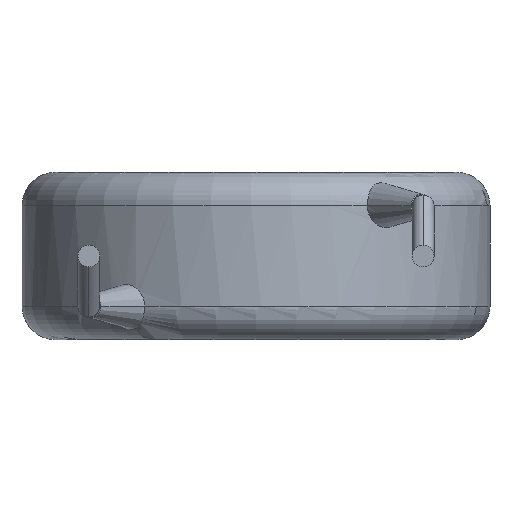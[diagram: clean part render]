
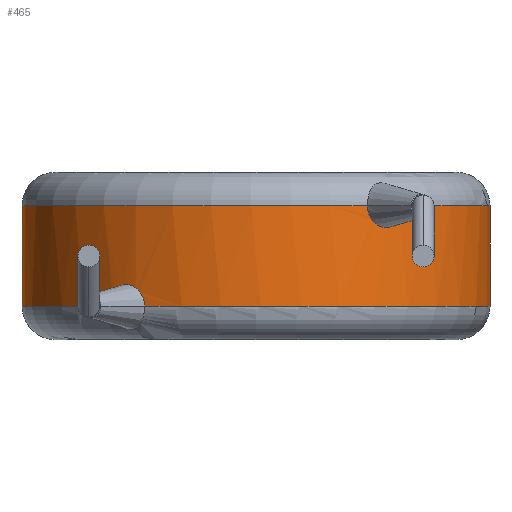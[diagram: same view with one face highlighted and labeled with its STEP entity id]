
A CAD part, front view. The second image highlights one B-rep face of the part: STEP entity #465.
In plain terms, the highlighted cylindrical face has radius 7 mm (diameter 14 mm), a partial arc.
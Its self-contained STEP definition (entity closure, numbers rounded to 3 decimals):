
#45 = VERTEX_POINT ( 'NONE', #3905 ) ;
#57 = DIRECTION ( 'NONE',  ( 0., 0., -1. ) ) ;
#71 = CARTESIAN_POINT ( 'NONE',  ( -4.361, -5.477, 1.338 ) ) ;
#174 = VERTEX_POINT ( 'NONE', #3738 ) ;
#186 = CARTESIAN_POINT ( 'NONE',  ( 3.332, -6.156, 3.914 ) ) ;
#210 = DIRECTION ( 'NONE',  ( 1., 0., 0. ) ) ;
#237 = CARTESIAN_POINT ( 'NONE',  ( 4.031, -5.724, 3.37 ) ) ;
#292 = ORIENTED_EDGE ( 'NONE', *, *, #434, .T. ) ;
#333 = CARTESIAN_POINT ( 'NONE',  ( -3.405, -6.116, 1.327 ) ) ;
#434 = EDGE_CURVE ( 'NONE', #3102, #1887, #2768, .T. ) ;
#465 = ADVANCED_FACE ( 'NONE', ( #3387 ), #3622, .T. ) ;
#468 = EDGE_CURVE ( 'NONE', #970, #1716, #3978, .T. ) ;
#507 = CARTESIAN_POINT ( 'NONE',  ( 3.448, -6.092, 3.601 ) ) ;
#516 = CARTESIAN_POINT ( 'NONE',  ( 3.961, -5.772, 3.353 ) ) ;
#526 = VERTEX_POINT ( 'NONE', #2336 ) ;
#545 = CARTESIAN_POINT ( 'NONE',  ( 4.158, -5.631, 3.434 ) ) ;
#570 = DIRECTION ( 'NONE',  ( 1., 0., 0. ) ) ;
#606 = AXIS2_PLACEMENT_3D ( 'NONE', #3851, #1885, #570 ) ;
#644 = CARTESIAN_POINT ( 'NONE',  ( -3.961, -5.772, 1.647 ) ) ;
#692 = CIRCLE ( 'NONE', #4153, 7. ) ;
#859 = EDGE_CURVE ( 'NONE', #3416, #174, #3759, .T. ) ;
#862 = CARTESIAN_POINT ( 'NONE',  ( 4.415, -5.432, 3.828 ) ) ;
#970 = VERTEX_POINT ( 'NONE', #2282 ) ;
#981 = CARTESIAN_POINT ( 'NONE',  ( -4.415, -5.432, 1. ) ) ;
#991 = CARTESIAN_POINT ( 'NONE',  ( -4.216, -5.588, 1.519 ) ) ;
#1020 = B_SPLINE_CURVE_WITH_KNOTS ( 'NONE', 3,
 ( #1149, #186, #2143, #3724, #507, #1476, #3769, #516, #237, #545, #2513, #2851, #862, #4132 ),
 .UNSPECIFIED., .F., .F.,
 ( 4, 2, 2, 2, 2, 2, 4 ),
 ( 0., 0., 0.001, 0.001, 0.001, 0.002, 0.002 ),
 .UNSPECIFIED. ) ;
#1105 = VECTOR ( 'NONE', #2574, 1000. ) ;
#1149 = CARTESIAN_POINT ( 'NONE',  ( 3.332, -6.156, 4. ) ) ;
#1233 = ORIENTED_EDGE ( 'NONE', *, *, #2579, .F. ) ;
#1281 = AXIS2_PLACEMENT_3D ( 'NONE', #1941, #2595, #2228 ) ;
#1294 = CARTESIAN_POINT ( 'NONE',  ( -3.332, -6.156, 1.086 ) ) ;
#1322 = DIRECTION ( 'NONE',  ( -1., 0., 0. ) ) ;
#1335 = DIRECTION ( 'NONE',  ( 1., 0., 0. ) ) ;
#1421 = CARTESIAN_POINT ( 'NONE',  ( 7., 0., 5. ) ) ;
#1441 = EDGE_CURVE ( 'NONE', #526, #45, #692, .T. ) ;
#1476 = CARTESIAN_POINT ( 'NONE',  ( 3.604, -6.002, 3.423 ) ) ;
#1533 = ORIENTED_EDGE ( 'NONE', *, *, #859, .T. ) ;
#1546 = VECTOR ( 'NONE', #3058, 1000. ) ;
#1652 = EDGE_CURVE ( 'NONE', #1887, #3416, #3925, .T. ) ;
#1692 = CARTESIAN_POINT ( 'NONE',  ( -4.158, -5.631, 1.566 ) ) ;
#1716 = VERTEX_POINT ( 'NONE', #1889 ) ;
#1810 = CARTESIAN_POINT ( 'NONE',  ( 0., 0., 1. ) ) ;
#1885 = DIRECTION ( 'NONE',  ( 0., 0., -1. ) ) ;
#1887 = VERTEX_POINT ( 'NONE', #4069 ) ;
#1888 = ORIENTED_EDGE ( 'NONE', *, *, #1441, .T. ) ;
#1889 = CARTESIAN_POINT ( 'NONE',  ( 4.415, -5.432, 4. ) ) ;
#1915 = CARTESIAN_POINT ( 'NONE',  ( -3.749, -5.914, 1.647 ) ) ;
#1941 = CARTESIAN_POINT ( 'NONE',  ( 0., 0., 1. ) ) ;
#1944 = CARTESIAN_POINT ( 'NONE',  ( -3.332, -6.156, 1. ) ) ;
#2143 = CARTESIAN_POINT ( 'NONE',  ( 3.347, -6.148, 3.83 ) ) ;
#2157 = ORIENTED_EDGE ( 'NONE', *, *, #3606, .F. ) ;
#2228 = DIRECTION ( 'NONE',  ( 1., 0., 0. ) ) ;
#2282 = CARTESIAN_POINT ( 'NONE',  ( 7., 0., 4. ) ) ;
#2288 = CARTESIAN_POINT ( 'NONE',  ( -7., 0., 1. ) ) ;
#2308 = EDGE_LOOP ( 'NONE', ( #3837, #2506, #2157, #292, #2968, #1533, #1233, #1888 ) ) ;
#2336 = CARTESIAN_POINT ( 'NONE',  ( -3.332, -6.156, 1. ) ) ;
#2365 = CARTESIAN_POINT ( 'NONE',  ( -4.415, -5.432, 1.172 ) ) ;
#2403 = AXIS2_PLACEMENT_3D ( 'NONE', #3944, #57, #1335 ) ;
#2506 = ORIENTED_EDGE ( 'NONE', *, *, #468, .T. ) ;
#2513 = CARTESIAN_POINT ( 'NONE',  ( 4.216, -5.588, 3.481 ) ) ;
#2554 = DIRECTION ( 'NONE',  ( 0., 0., -1. ) ) ;
#2574 = DIRECTION ( 'NONE',  ( 0., 0., -1. ) ) ;
#2579 = EDGE_CURVE ( 'NONE', #526, #174, #3553, .T. ) ;
#2586 = CARTESIAN_POINT ( 'NONE',  ( -4.031, -5.724, 1.63 ) ) ;
#2595 = DIRECTION ( 'NONE',  ( 0., 0., 1. ) ) ;
#2690 = EDGE_CURVE ( 'NONE', #970, #45, #3317, .T. ) ;
#2768 = CIRCLE ( 'NONE', #606, 7. ) ;
#2851 = CARTESIAN_POINT ( 'NONE',  ( 4.361, -5.477, 3.662 ) ) ;
#2968 = ORIENTED_EDGE ( 'NONE', *, *, #1652, .T. ) ;
#3058 = DIRECTION ( 'NONE',  ( 0., 0., -1. ) ) ;
#3064 = AXIS2_PLACEMENT_3D ( 'NONE', #4172, #2554, #1322 ) ;
#3102 = VERTEX_POINT ( 'NONE', #4012 ) ;
#3317 = LINE ( 'NONE', #1421, #1546 ) ;
#3387 = FACE_OUTER_BOUND ( 'NONE', #2308, .T. ) ;
#3416 = VERTEX_POINT ( 'NONE', #2288 ) ;
#3553 = B_SPLINE_CURVE_WITH_KNOTS ( 'NONE', 3,
 ( #1944, #1294, #4236, #333, #3584, #3916, #1915, #644, #2586, #1692, #991, #71, #2365, #981 ),
 .UNSPECIFIED., .F., .F.,
 ( 4, 2, 2, 2, 2, 2, 4 ),
 ( 0., 0., 0.001, 0.001, 0.001, 0.002, 0.002 ),
 .UNSPECIFIED. ) ;
#3584 = CARTESIAN_POINT ( 'NONE',  ( -3.448, -6.092, 1.399 ) ) ;
#3606 = EDGE_CURVE ( 'NONE', #3102, #1716, #1020, .T. ) ;
#3622 = CYLINDRICAL_SURFACE ( 'NONE', #3064, 7. ) ;
#3724 = CARTESIAN_POINT ( 'NONE',  ( 3.405, -6.116, 3.673 ) ) ;
#3738 = CARTESIAN_POINT ( 'NONE',  ( -4.415, -5.432, 1. ) ) ;
#3759 = CIRCLE ( 'NONE', #1281, 7. ) ;
#3769 = CARTESIAN_POINT ( 'NONE',  ( 3.749, -5.914, 3.353 ) ) ;
#3784 = DIRECTION ( 'NONE',  ( 0., 0., 1. ) ) ;
#3837 = ORIENTED_EDGE ( 'NONE', *, *, #2690, .F. ) ;
#3851 = CARTESIAN_POINT ( 'NONE',  ( 0., 0., 4. ) ) ;
#3859 = CARTESIAN_POINT ( 'NONE',  ( -7., 0., 5. ) ) ;
#3905 = CARTESIAN_POINT ( 'NONE',  ( 7., 0., 1. ) ) ;
#3916 = CARTESIAN_POINT ( 'NONE',  ( -3.604, -6.002, 1.577 ) ) ;
#3925 = LINE ( 'NONE', #3859, #1105 ) ;
#3944 = CARTESIAN_POINT ( 'NONE',  ( 0., 0., 4. ) ) ;
#3978 = CIRCLE ( 'NONE', #2403, 7. ) ;
#4012 = CARTESIAN_POINT ( 'NONE',  ( 3.332, -6.156, 4. ) ) ;
#4069 = CARTESIAN_POINT ( 'NONE',  ( -7., 0., 4. ) ) ;
#4132 = CARTESIAN_POINT ( 'NONE',  ( 4.415, -5.432, 4. ) ) ;
#4153 = AXIS2_PLACEMENT_3D ( 'NONE', #1810, #3784, #210 ) ;
#4172 = CARTESIAN_POINT ( 'NONE',  ( 0., 0., 5. ) ) ;
#4236 = CARTESIAN_POINT ( 'NONE',  ( -3.347, -6.148, 1.17 ) ) ;
